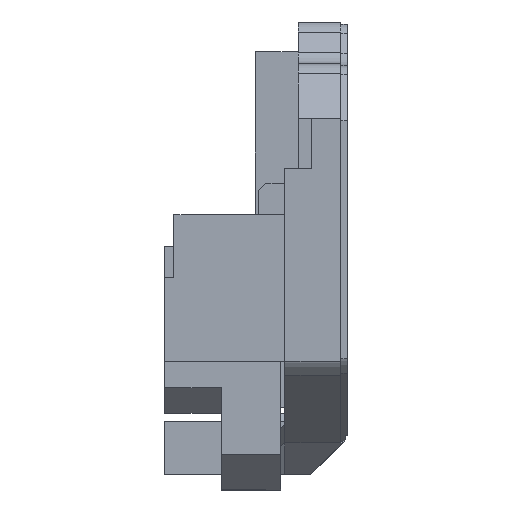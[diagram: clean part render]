
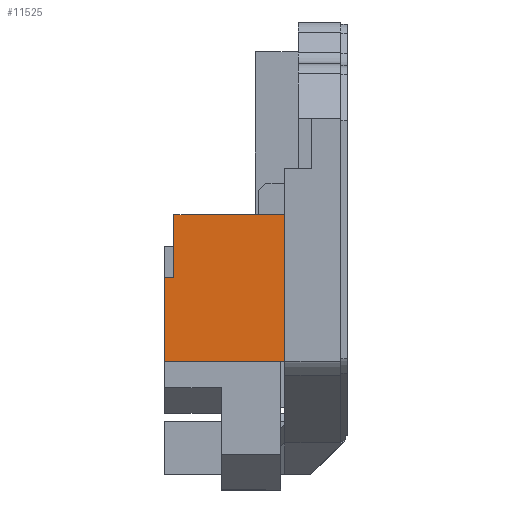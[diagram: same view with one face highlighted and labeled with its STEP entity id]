
A CAD part, front view. The second image highlights one B-rep face of the part: STEP entity #11525.
In plain terms, the highlighted planar face has unit normal (0, -1, 0).
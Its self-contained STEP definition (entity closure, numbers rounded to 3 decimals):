
#495=PLANE('',#12282);
#1099=FACE_OUTER_BOUND('',#1820,.T.);
#1820=EDGE_LOOP('',(#9937,#9938,#9939,#9940,#9941,#9942));
#2983=LINE('',#17599,#4453);
#3071=LINE('',#17807,#4541);
#3156=LINE('',#18014,#4626);
#3163=LINE('',#18026,#4633);
#3164=LINE('',#18028,#4634);
#3165=LINE('',#18029,#4635);
#4453=VECTOR('',#14309,10.);
#4541=VECTOR('',#14471,10.);
#4626=VECTOR('',#14628,10.);
#4633=VECTOR('',#14637,10.);
#4634=VECTOR('',#14640,10.);
#4635=VECTOR('',#14641,10.);
#5856=VERTEX_POINT('',#17597);
#5857=VERTEX_POINT('',#17598);
#5939=VERTEX_POINT('',#17804);
#5940=VERTEX_POINT('',#17806);
#6024=VERTEX_POINT('',#18010);
#6026=VERTEX_POINT('',#18013);
#7209=EDGE_CURVE('',#5856,#5857,#2983,.T.);
#7312=EDGE_CURVE('',#5940,#5939,#3071,.T.);
#7414=EDGE_CURVE('',#6024,#6026,#3156,.T.);
#7421=EDGE_CURVE('',#5940,#6024,#3163,.T.);
#7422=EDGE_CURVE('',#5939,#5856,#3164,.T.);
#7423=EDGE_CURVE('',#5857,#6026,#3165,.T.);
#9937=ORIENTED_EDGE('',*,*,#7421,.F.);
#9938=ORIENTED_EDGE('',*,*,#7312,.T.);
#9939=ORIENTED_EDGE('',*,*,#7422,.T.);
#9940=ORIENTED_EDGE('',*,*,#7209,.T.);
#9941=ORIENTED_EDGE('',*,*,#7423,.T.);
#9942=ORIENTED_EDGE('',*,*,#7414,.F.);
#11525=ADVANCED_FACE('',(#1099),#495,.F.);
#12282=AXIS2_PLACEMENT_3D('',#18027,#14638,#14639);
#14309=DIRECTION('',(0.,0.,1.));
#14471=DIRECTION('',(0.,0.,-1.));
#14628=DIRECTION('',(0.,0.,1.));
#14637=DIRECTION('',(1.,0.,0.));
#14638=DIRECTION('center_axis',(0.,1.,0.));
#14639=DIRECTION('ref_axis',(0.,0.,1.));
#14640=DIRECTION('',(1.,0.,0.));
#14641=DIRECTION('',(-1.,0.,0.));
#17597=CARTESIAN_POINT('',(11.664,-68.802,9.37));
#17598=CARTESIAN_POINT('',(11.664,-68.802,23.361));
#17599=CARTESIAN_POINT('',(11.664,-68.802,9.37));
#17804=CARTESIAN_POINT('',(0.164,-68.802,9.37));
#17806=CARTESIAN_POINT('',(0.164,-68.802,17.361));
#17807=CARTESIAN_POINT('',(0.164,-68.802,17.405));
#18010=CARTESIAN_POINT('',(1.064,-68.802,17.361));
#18013=CARTESIAN_POINT('',(1.064,-68.802,23.361));
#18014=CARTESIAN_POINT('',(1.064,-68.802,15.614));
#18026=CARTESIAN_POINT('',(-2.336,-68.802,17.361));
#18027=CARTESIAN_POINT('Origin',(-4.836,-68.802,17.361));
#18028=CARTESIAN_POINT('',(6.414,-68.802,9.37));
#18029=CARTESIAN_POINT('',(6.914,-68.802,23.361));
